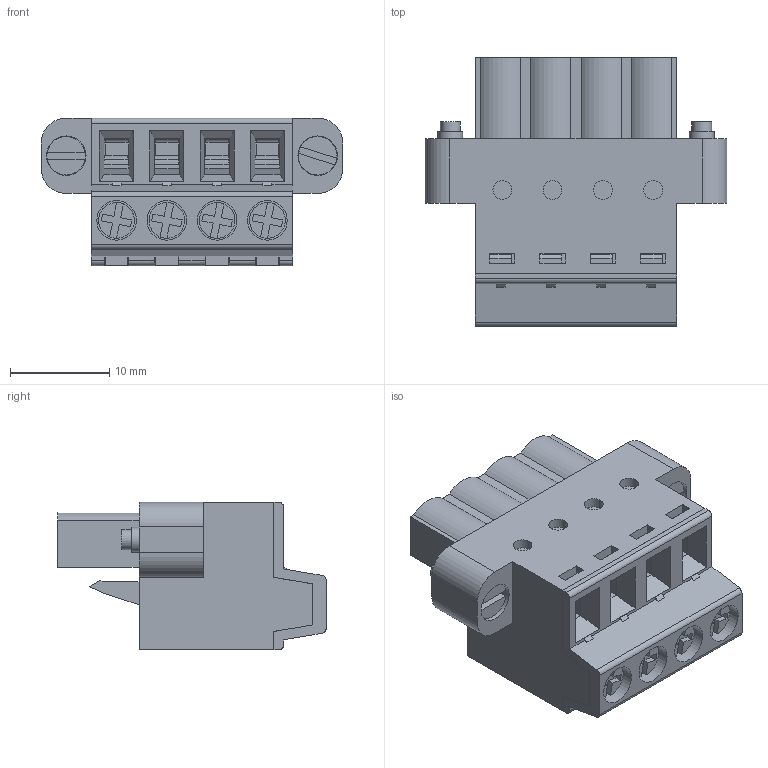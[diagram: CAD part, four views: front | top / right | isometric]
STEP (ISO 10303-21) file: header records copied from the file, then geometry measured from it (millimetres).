
FILE_DESCRIPTION(/* description */ ('Unknown'),/* implementation_level */ '2;1');
FILE_NAME(/* name */ '691374500004B',/* time_stamp */ '2023-01-10T13:40:51+01:00',/* author */ ('Unknown'),/* organization */ ('Unknown'),/* preprocessor_version */ 'ST-DEVELOPER v16.7',/* originating_system */ 'Solid Edge',/* authorisation */ 'Unknown');
FILE_SCHEMA (('AUTOMOTIVE_DESIGN {1 0 10303 214 3 1 1}'));
Length unit declared in the file: millimetre
Products named in the file (8): 6913745000xxB; 691374500004B_COQUE; 691374500004B; 6913745000xxB_MASS; 6913745000xxB_PIN; 6913745000xxB_VIS_2; 6913745000xxB_VIS; 6913745000xxB_CLAPET
Assembly tree (20 placements, depth 2):
  6913745000xxB
    691374500004B_COQUE
    691374500004B
    6913745000xxB_MASS  x4
    6913745000xxB_PIN  x4
    6913745000xxB_VIS_2  x2
    6913745000xxB_VIS  x4
    6913745000xxB_CLAPET  x4
Bounding box: 30.48 x 27.1 x 14.9 mm (x, y, z)
Volume: 4261.9 mm3; surface area: 10222.2 mm2
Topology: 20 solids, 20 shells, 1070 faces, 2929 edges, 1924 vertices
Faces by surface type: plane 828, cylinder 238, cone 4
Full cylindrical faces by diameter (mm): 1.9 x4, 1.998 x2, 2.003 x4, 2.5 x10, 2.7 x2, 3 x4, 3.1 x4, 3.6 x4, 3.9 x2, 3.99 x4, 4 x2, 4.1 x4
Entity records: 20295 total; most frequent: CARTESIAN_POINT 3460, ORIENTED_EDGE 3374, DIRECTION 3168, EDGE_CURVE 1687, LINE 1486, VECTOR 1486, VERTEX_POINT 1123, AXIS2_PLACEMENT_3D 841
